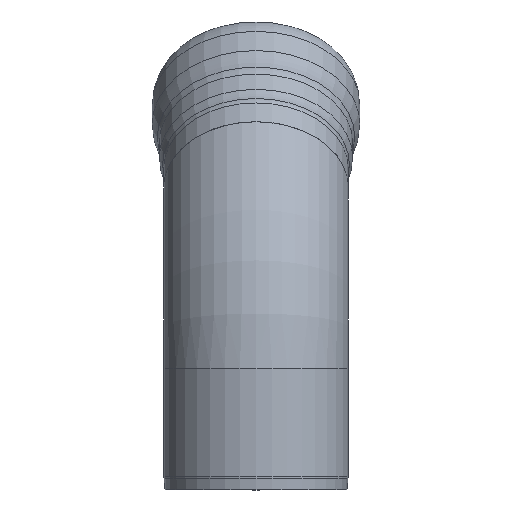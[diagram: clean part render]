
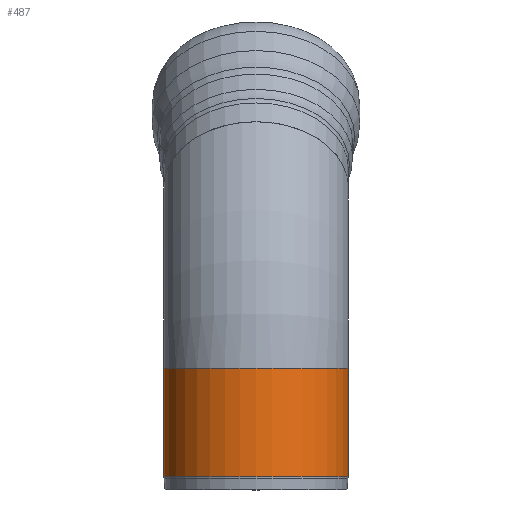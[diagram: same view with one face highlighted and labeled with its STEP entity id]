
A CAD part, left-side view. The second image highlights one B-rep face of the part: STEP entity #487.
In plain terms, the highlighted cylindrical face has radius 1095.5 mm (diameter 2191 mm), a full revolution.
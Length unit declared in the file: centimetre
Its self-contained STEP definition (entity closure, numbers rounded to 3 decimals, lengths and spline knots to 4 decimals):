
#19=CYLINDRICAL_SURFACE('',#535,109.55);
#29=LINE('',#1362,#41);
#41=VECTOR('',#659,109.55);
#72=CIRCLE('',#534,109.55);
#73=CIRCLE('',#536,109.55);
#74=CIRCLE('',#537,109.55);
#145=FACE_OUTER_BOUND('',#178,.T.);
#178=EDGE_LOOP('',(#364,#365,#366,#367,#368));
#217=VERTEX_POINT('',#1355);
#218=VERTEX_POINT('',#1358);
#219=VERTEX_POINT('',#1359);
#271=EDGE_CURVE('',#217,#217,#72,.T.);
#272=EDGE_CURVE('',#218,#219,#73,.T.);
#273=EDGE_CURVE('',#219,#218,#74,.T.);
#274=EDGE_CURVE('',#219,#217,#29,.T.);
#364=ORIENTED_EDGE('',*,*,#272,.F.);
#365=ORIENTED_EDGE('',*,*,#273,.F.);
#366=ORIENTED_EDGE('',*,*,#274,.T.);
#367=ORIENTED_EDGE('',*,*,#271,.T.);
#368=ORIENTED_EDGE('',*,*,#274,.F.);
#487=ADVANCED_FACE('',(#145),#19,.T.);
#534=AXIS2_PLACEMENT_3D('',#1356,#651,#652);
#535=AXIS2_PLACEMENT_3D('',#1357,#653,#654);
#536=AXIS2_PLACEMENT_3D('',#1360,#655,#656);
#537=AXIS2_PLACEMENT_3D('',#1361,#657,#658);
#651=DIRECTION('center_axis',(0.,0.,-1.));
#652=DIRECTION('ref_axis',(1.,0.,0.));
#653=DIRECTION('center_axis',(0.,0.,-1.));
#654=DIRECTION('ref_axis',(-1.,0.,0.));
#655=DIRECTION('center_axis',(0.,0.,-1.));
#656=DIRECTION('ref_axis',(1.,0.,0.));
#657=DIRECTION('center_axis',(0.,0.,-1.));
#658=DIRECTION('ref_axis',(1.,0.,0.));
#659=DIRECTION('',(0.,0.,1.));
#1355=CARTESIAN_POINT('',(1337.8741,-384.0055,53.843));
#1356=CARTESIAN_POINT('Origin',(1228.3241,-384.0055,53.843));
#1357=CARTESIAN_POINT('Origin',(1228.3241,-384.0055,-10.657));
#1358=CARTESIAN_POINT('',(1228.3241,-493.5555,-75.1571));
#1359=CARTESIAN_POINT('',(1337.8741,-384.0055,-75.1571));
#1360=CARTESIAN_POINT('Origin',(1228.3241,-384.0055,-75.1571));
#1361=CARTESIAN_POINT('Origin',(1228.3241,-384.0055,-75.1571));
#1362=CARTESIAN_POINT('',(1337.8741,-384.0055,-10.657));
